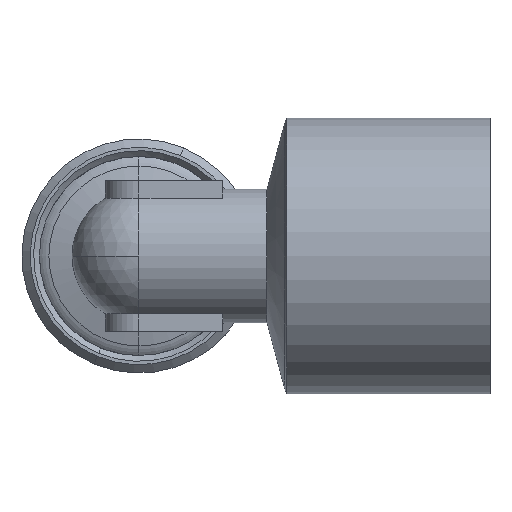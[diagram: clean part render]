
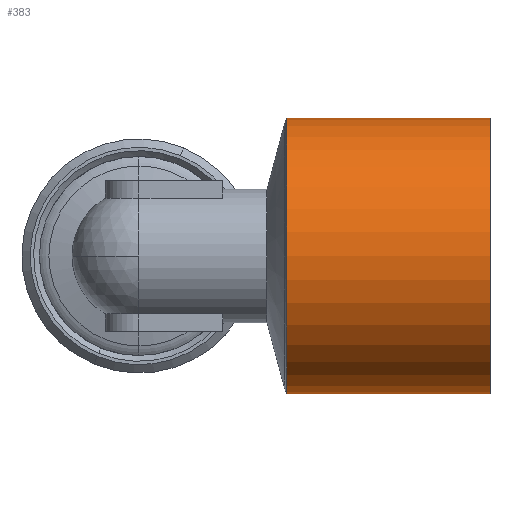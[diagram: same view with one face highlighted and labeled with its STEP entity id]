
A CAD part, left-side view. The second image highlights one B-rep face of the part: STEP entity #383.
In plain terms, the highlighted cylindrical face has radius 8.25 mm (diameter 16.5 mm), a partial arc.
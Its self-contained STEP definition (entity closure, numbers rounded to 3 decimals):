
#34 = DIRECTION ( 'NONE',  ( 0., 1., 0. ) ) ;
#35 = CARTESIAN_POINT ( 'NONE',  ( 0., 16.948, 0. ) ) ;
#36 = DIRECTION ( 'NONE',  ( 0., 0., 1. ) ) ;
#207 = VERTEX_POINT ( 'NONE', #1611 ) ;
#208 = VERTEX_POINT ( 'NONE', #1610 ) ;
#210 = VERTEX_POINT ( 'NONE', #1608 ) ;
#215 = VERTEX_POINT ( 'NONE', #1602 ) ;
#383 = ADVANCED_FACE ( 'NONE', ( #1218 ), #1227, .T. ) ;
#581 = CARTESIAN_POINT ( 'NONE',  ( 0., 13.148, 0. ) ) ;
#582 = DIRECTION ( 'NONE',  ( 0., -1., 0. ) ) ;
#583 = DIRECTION ( 'NONE',  ( 0., 0., -1. ) ) ;
#664 = CARTESIAN_POINT ( 'NONE',  ( 0., 1., 0. ) ) ;
#665 = DIRECTION ( 'NONE',  ( 0., 1., 0. ) ) ;
#666 = DIRECTION ( 'NONE',  ( 0., 0., 1. ) ) ;
#687 = DIRECTION ( 'NONE',  ( 0., 1., 0. ) ) ;
#693 = DIRECTION ( 'NONE',  ( 0., 1., 0. ) ) ;
#694 = CARTESIAN_POINT ( 'NONE',  ( 0., 16.948, 8.25 ) ) ;
#695 = CARTESIAN_POINT ( 'NONE',  ( 0., 16.948, -8.25 ) ) ;
#1218 = FACE_OUTER_BOUND ( 'NONE', #1751, .T. ) ;
#1227 = CYLINDRICAL_SURFACE ( 'NONE', #2288, 8.25 ) ;
#1602 = CARTESIAN_POINT ( 'NONE',  ( 0., 1., -8.25 ) ) ;
#1608 = CARTESIAN_POINT ( 'NONE',  ( 0., 1., 8.25 ) ) ;
#1610 = CARTESIAN_POINT ( 'NONE',  ( 0., 13.148, -8.25 ) ) ;
#1611 = CARTESIAN_POINT ( 'NONE',  ( 0., 13.148, 8.25 ) ) ;
#1731 = ORIENTED_EDGE ( 'NONE', *, *, #2050, .F. ) ;
#1732 = ORIENTED_EDGE ( 'NONE', *, *, #2038, .T. ) ;
#1733 = ORIENTED_EDGE ( 'NONE', *, *, #2052, .T. ) ;
#1734 = ORIENTED_EDGE ( 'NONE', *, *, #2001, .T. ) ;
#1751 = EDGE_LOOP ( 'NONE', ( #1731, #1732, #1733, #1734 ) ) ;
#1851 = CIRCLE ( 'NONE', #2126, 8.25 ) ;
#1918 = CIRCLE ( 'NONE', #2135, 8.25 ) ;
#1927 = LINE ( 'NONE', #695, #1937 ) ;
#1937 = VECTOR ( 'NONE', #687, 1000. ) ;
#1938 = LINE ( 'NONE', #694, #1940 ) ;
#1940 = VECTOR ( 'NONE', #693, 1000. ) ;
#2001 = EDGE_CURVE ( 'NONE', #207, #208, #1851, .T. ) ;
#2038 = EDGE_CURVE ( 'NONE', #215, #210, #1918, .T. ) ;
#2050 = EDGE_CURVE ( 'NONE', #215, #208, #1927, .T. ) ;
#2052 = EDGE_CURVE ( 'NONE', #210, #207, #1938, .T. ) ;
#2126 = AXIS2_PLACEMENT_3D ( 'NONE', #581, #582, #583 ) ;
#2135 = AXIS2_PLACEMENT_3D ( 'NONE', #664, #665, #666 ) ;
#2288 = AXIS2_PLACEMENT_3D ( 'NONE', #35, #34, #36 ) ;
